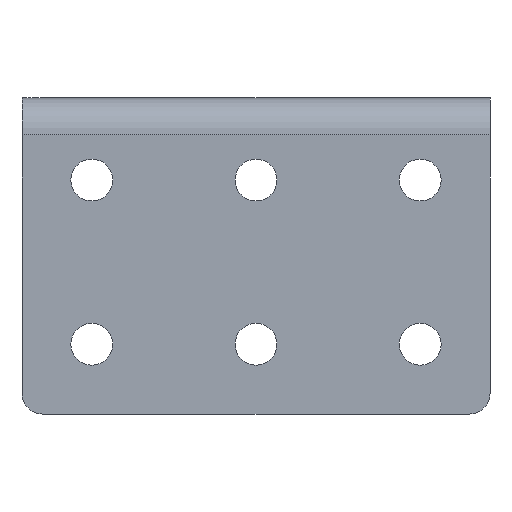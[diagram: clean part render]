
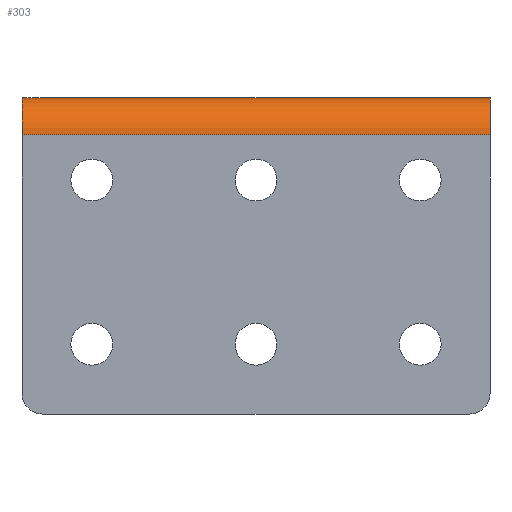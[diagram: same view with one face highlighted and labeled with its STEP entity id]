
A CAD part, front view. The second image highlights one B-rep face of the part: STEP entity #303.
In plain terms, the highlighted cylindrical face has radius 4.5 mm (diameter 9 mm), a partial arc.
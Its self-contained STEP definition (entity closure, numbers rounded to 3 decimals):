
#41 = VERTEX_POINT ( 'NONE', #786 ) ;
#44 = VERTEX_POINT ( 'NONE', #563 ) ;
#120 = DIRECTION ( 'NONE',  ( 0., 0., 1. ) ) ;
#167 = LINE ( 'NONE', #257, #1396 ) ;
#235 = VERTEX_POINT ( 'NONE', #766 ) ;
#257 = CARTESIAN_POINT ( 'NONE',  ( 57., 4.5, 0. ) ) ;
#284 = LINE ( 'NONE', #924, #969 ) ;
#290 = ORIENTED_EDGE ( 'NONE', *, *, #1266, .F. ) ;
#303 = ADVANCED_FACE ( 'NONE', ( #328 ), #391, .T. ) ;
#305 = AXIS2_PLACEMENT_3D ( 'NONE', #894, #1123, #480 ) ;
#328 = FACE_OUTER_BOUND ( 'NONE', #763, .T. ) ;
#367 = CARTESIAN_POINT ( 'NONE',  ( 0., 4.5, -4.5 ) ) ;
#388 = CARTESIAN_POINT ( 'NONE',  ( 57., 4.5, -4.5 ) ) ;
#391 = CYLINDRICAL_SURFACE ( 'NONE', #1350, 4.5 ) ;
#422 = AXIS2_PLACEMENT_3D ( 'NONE', #367, #1423, #120 ) ;
#423 = CIRCLE ( 'NONE', #422, 4.5 ) ;
#480 = DIRECTION ( 'NONE',  ( 0., 0., 1. ) ) ;
#530 = CIRCLE ( 'NONE', #305, 4.5 ) ;
#563 = CARTESIAN_POINT ( 'NONE',  ( 0., 4.5, 0. ) ) ;
#585 = CARTESIAN_POINT ( 'NONE',  ( 57., 4.5, 0. ) ) ;
#694 = ORIENTED_EDGE ( 'NONE', *, *, #1130, .F. ) ;
#763 = EDGE_LOOP ( 'NONE', ( #867, #694, #290, #1084 ) ) ;
#766 = CARTESIAN_POINT ( 'NONE',  ( 57., 0., -4.5 ) ) ;
#786 = CARTESIAN_POINT ( 'NONE',  ( 0., 0., -4.5 ) ) ;
#867 = ORIENTED_EDGE ( 'NONE', *, *, #1212, .T. ) ;
#894 = CARTESIAN_POINT ( 'NONE',  ( 57., 4.5, -4.5 ) ) ;
#924 = CARTESIAN_POINT ( 'NONE',  ( 57., 0., -4.5 ) ) ;
#969 = VECTOR ( 'NONE', #1031, 1000. ) ;
#1031 = DIRECTION ( 'NONE',  ( -1., 0., 0. ) ) ;
#1084 = ORIENTED_EDGE ( 'NONE', *, *, #1339, .T. ) ;
#1123 = DIRECTION ( 'NONE',  ( 1., 0., 0. ) ) ;
#1130 = EDGE_CURVE ( 'NONE', #235, #41, #284, .T. ) ;
#1168 = DIRECTION ( 'NONE',  ( 0., 0., 1. ) ) ;
#1175 = DIRECTION ( 'NONE',  ( -1., 0., 0. ) ) ;
#1212 = EDGE_CURVE ( 'NONE', #44, #41, #423, .T. ) ;
#1254 = VERTEX_POINT ( 'NONE', #585 ) ;
#1266 = EDGE_CURVE ( 'NONE', #1254, #235, #530, .T. ) ;
#1339 = EDGE_CURVE ( 'NONE', #1254, #44, #167, .T. ) ;
#1350 = AXIS2_PLACEMENT_3D ( 'NONE', #388, #1175, #1168 ) ;
#1396 = VECTOR ( 'NONE', #1404, 1000. ) ;
#1404 = DIRECTION ( 'NONE',  ( -1., 0., 0. ) ) ;
#1423 = DIRECTION ( 'NONE',  ( 1., 0., 0. ) ) ;
